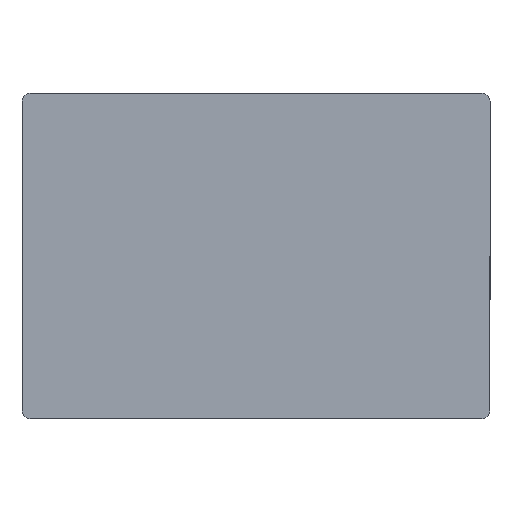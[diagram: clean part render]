
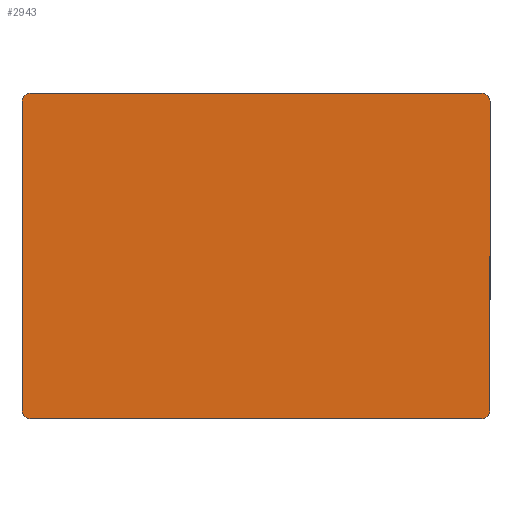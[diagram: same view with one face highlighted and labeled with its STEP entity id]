
A CAD part, front view. The second image highlights one B-rep face of the part: STEP entity #2943.
In plain terms, the highlighted planar face has unit normal (0, -1, 0).
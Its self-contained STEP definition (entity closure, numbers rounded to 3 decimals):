
#29 = CARTESIAN_POINT ( 'NONE',  ( 0., 0., -78. ) ) ;
#57 = CARTESIAN_POINT ( 'NONE',  ( 115., 0., -78. ) ) ;
#109 = DIRECTION ( 'NONE',  ( 0., 0., -1. ) ) ;
#153 = EDGE_CURVE ( 'NONE', #1724, #5347, #5414, .T. ) ;
#207 = VECTOR ( 'NONE', #1461, 1000. ) ;
#335 = LINE ( 'NONE', #2836, #4316 ) ;
#412 = DIRECTION ( 'NONE',  ( 0., -1., 0. ) ) ;
#540 = ORIENTED_EDGE ( 'NONE', *, *, #3248, .F. ) ;
#784 = ORIENTED_EDGE ( 'NONE', *, *, #2376, .T. ) ;
#801 = CARTESIAN_POINT ( 'NONE',  ( 0., 0., 0. ) ) ;
#903 = FACE_OUTER_BOUND ( 'NONE', #1271, .T. ) ;
#988 = LINE ( 'NONE', #2719, #207 ) ;
#1038 = LINE ( 'NONE', #4000, #1106 ) ;
#1090 = AXIS2_PLACEMENT_3D ( 'NONE', #801, #412, #5299 ) ;
#1106 = VECTOR ( 'NONE', #2354, 1000. ) ;
#1271 = EDGE_LOOP ( 'NONE', ( #5111, #2717, #3010, #784, #540, #1559, #2615, #2897 ) ) ;
#1370 = LINE ( 'NONE', #1393, #3365 ) ;
#1393 = CARTESIAN_POINT ( 'NONE',  ( 0., 0., 0. ) ) ;
#1400 = CARTESIAN_POINT ( 'NONE',  ( 113., 0., -2. ) ) ;
#1461 = DIRECTION ( 'NONE',  ( -1., 0., 0. ) ) ;
#1485 = VERTEX_POINT ( 'NONE', #2214 ) ;
#1559 = ORIENTED_EDGE ( 'NONE', *, *, #3077, .T. ) ;
#1724 = VERTEX_POINT ( 'NONE', #29 ) ;
#1730 = VERTEX_POINT ( 'NONE', #57 ) ;
#1802 = DIRECTION ( 'NONE',  ( 0., 0., 1. ) ) ;
#1858 = AXIS2_PLACEMENT_3D ( 'NONE', #4349, #3182, #1887 ) ;
#1887 = DIRECTION ( 'NONE',  ( 0., 0., -1. ) ) ;
#1924 = CARTESIAN_POINT ( 'NONE',  ( 0., 0., -2. ) ) ;
#1950 = CARTESIAN_POINT ( 'NONE',  ( 113., 0., 0. ) ) ;
#2019 = CARTESIAN_POINT ( 'NONE',  ( 113., 0., -80. ) ) ;
#2186 = DIRECTION ( 'NONE',  ( 0., -1., 0. ) ) ;
#2214 = CARTESIAN_POINT ( 'NONE',  ( 2., 0., 0. ) ) ;
#2279 = DIRECTION ( 'NONE',  ( 0., -1., 0. ) ) ;
#2292 = VERTEX_POINT ( 'NONE', #2653 ) ;
#2317 = CIRCLE ( 'NONE', #3108, 2. ) ;
#2354 = DIRECTION ( 'NONE',  ( 1., 0., 0. ) ) ;
#2376 = EDGE_CURVE ( 'NONE', #2570, #1730, #4748, .T. ) ;
#2570 = VERTEX_POINT ( 'NONE', #2019 ) ;
#2615 = ORIENTED_EDGE ( 'NONE', *, *, #3948, .F. ) ;
#2653 = CARTESIAN_POINT ( 'NONE',  ( 115., 0., -2. ) ) ;
#2717 = ORIENTED_EDGE ( 'NONE', *, *, #153, .T. ) ;
#2719 = CARTESIAN_POINT ( 'NONE',  ( 0., 0., -80. ) ) ;
#2836 = CARTESIAN_POINT ( 'NONE',  ( 115., 0., 0. ) ) ;
#2839 = CARTESIAN_POINT ( 'NONE',  ( 2., 0., -78. ) ) ;
#2889 = PLANE ( 'NONE',  #1090 ) ;
#2897 = ORIENTED_EDGE ( 'NONE', *, *, #4757, .T. ) ;
#2943 = ADVANCED_FACE ( 'NONE', ( #903 ), #2889, .T. ) ;
#3009 = CIRCLE ( 'NONE', #3707, 2. ) ;
#3010 = ORIENTED_EDGE ( 'NONE', *, *, #3074, .F. ) ;
#3074 = EDGE_CURVE ( 'NONE', #2570, #5347, #988, .T. ) ;
#3077 = EDGE_CURVE ( 'NONE', #2292, #5348, #3009, .T. ) ;
#3108 = AXIS2_PLACEMENT_3D ( 'NONE', #3596, #2279, #5209 ) ;
#3182 = DIRECTION ( 'NONE',  ( 0., -1., 0. ) ) ;
#3248 = EDGE_CURVE ( 'NONE', #2292, #1730, #335, .T. ) ;
#3365 = VECTOR ( 'NONE', #1802, 1000. ) ;
#3596 = CARTESIAN_POINT ( 'NONE',  ( 2., 0., -2. ) ) ;
#3707 = AXIS2_PLACEMENT_3D ( 'NONE', #1400, #2186, #109 ) ;
#3802 = EDGE_CURVE ( 'NONE', #1724, #4886, #1370, .T. ) ;
#3948 = EDGE_CURVE ( 'NONE', #1485, #5348, #1038, .T. ) ;
#4000 = CARTESIAN_POINT ( 'NONE',  ( 0., 0., 0. ) ) ;
#4316 = VECTOR ( 'NONE', #4912, 1000. ) ;
#4349 = CARTESIAN_POINT ( 'NONE',  ( 113., 0., -78. ) ) ;
#4372 = AXIS2_PLACEMENT_3D ( 'NONE', #2839, #5367, #4942 ) ;
#4596 = CARTESIAN_POINT ( 'NONE',  ( 2., 0., -80. ) ) ;
#4748 = CIRCLE ( 'NONE', #1858, 2. ) ;
#4757 = EDGE_CURVE ( 'NONE', #1485, #4886, #2317, .T. ) ;
#4886 = VERTEX_POINT ( 'NONE', #1924 ) ;
#4912 = DIRECTION ( 'NONE',  ( 0., 0., -1. ) ) ;
#4942 = DIRECTION ( 'NONE',  ( 0., 0., -1. ) ) ;
#5111 = ORIENTED_EDGE ( 'NONE', *, *, #3802, .F. ) ;
#5209 = DIRECTION ( 'NONE',  ( 0., 0., -1. ) ) ;
#5299 = DIRECTION ( 'NONE',  ( 0., 0., -1. ) ) ;
#5347 = VERTEX_POINT ( 'NONE', #4596 ) ;
#5348 = VERTEX_POINT ( 'NONE', #1950 ) ;
#5367 = DIRECTION ( 'NONE',  ( 0., -1., 0. ) ) ;
#5414 = CIRCLE ( 'NONE', #4372, 2. ) ;
